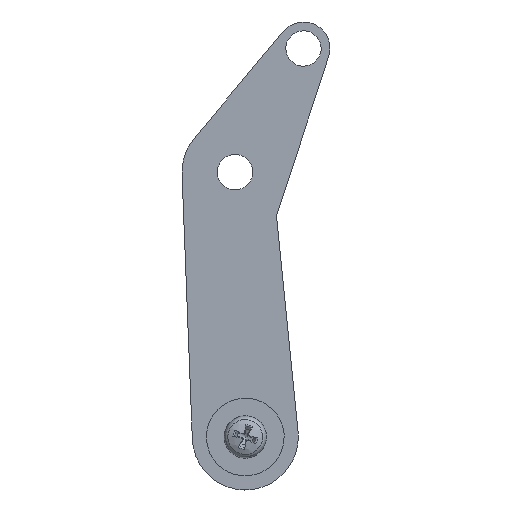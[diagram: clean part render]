
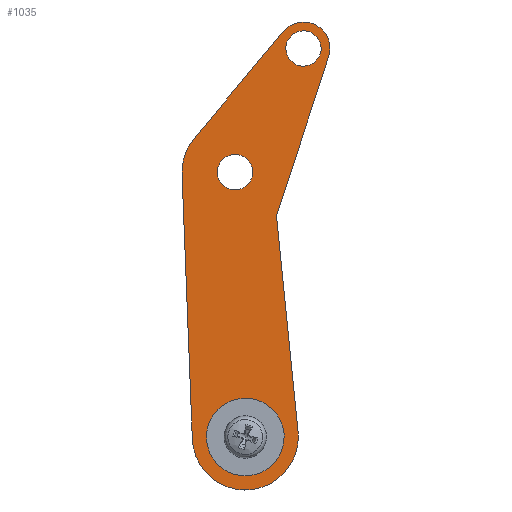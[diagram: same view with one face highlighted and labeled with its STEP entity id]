
A CAD part, left-side view. The second image highlights one B-rep face of the part: STEP entity #1035.
In plain terms, the highlighted planar face has unit normal (-1, 0, 0).
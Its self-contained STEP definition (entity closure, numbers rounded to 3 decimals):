
#123=FACE_BOUND('',#241,.T.);
#124=FACE_BOUND('',#242,.T.);
#125=FACE_BOUND('',#243,.T.);
#139=PLANE('',#1211);
#174=FACE_OUTER_BOUND('',#240,.T.);
#240=EDGE_LOOP('',(#762,#763,#764,#765,#766,#767,#768,#769));
#241=EDGE_LOOP('',(#770));
#242=EDGE_LOOP('',(#771));
#243=EDGE_LOOP('',(#772));
#307=LINE('',#1666,#354);
#311=LINE('',#1678,#358);
#315=LINE('',#1690,#362);
#319=LINE('',#1701,#366);
#354=VECTOR('',#1353,10.);
#358=VECTOR('',#1365,10.);
#362=VECTOR('',#1377,10.);
#366=VECTOR('',#1389,10.);
#396=CIRCLE('',#1186,11.);
#398=CIRCLE('',#1189,5.);
#400=CIRCLE('',#1192,5.);
#402=CIRCLE('',#1195,15.);
#404=CIRCLE('',#1199,2.);
#406=CIRCLE('',#1203,7.5);
#408=CIRCLE('',#1207,15.);
#456=VERTEX_POINT('',#1638);
#458=VERTEX_POINT('',#1644);
#460=VERTEX_POINT('',#1650);
#462=VERTEX_POINT('',#1656);
#463=VERTEX_POINT('',#1657);
#466=VERTEX_POINT('',#1665);
#468=VERTEX_POINT('',#1671);
#470=VERTEX_POINT('',#1677);
#472=VERTEX_POINT('',#1683);
#474=VERTEX_POINT('',#1689);
#476=VERTEX_POINT('',#1695);
#556=EDGE_CURVE('',#456,#456,#396,.T.);
#559=EDGE_CURVE('',#458,#458,#398,.T.);
#562=EDGE_CURVE('',#460,#460,#400,.T.);
#565=EDGE_CURVE('',#462,#463,#402,.T.);
#569=EDGE_CURVE('',#466,#462,#307,.T.);
#572=EDGE_CURVE('',#468,#466,#404,.T.);
#575=EDGE_CURVE('',#470,#468,#311,.T.);
#578=EDGE_CURVE('',#472,#470,#406,.T.);
#581=EDGE_CURVE('',#474,#472,#315,.T.);
#584=EDGE_CURVE('',#476,#474,#408,.T.);
#587=EDGE_CURVE('',#463,#476,#319,.T.);
#762=ORIENTED_EDGE('',*,*,#587,.F.);
#763=ORIENTED_EDGE('',*,*,#565,.F.);
#764=ORIENTED_EDGE('',*,*,#569,.F.);
#765=ORIENTED_EDGE('',*,*,#572,.F.);
#766=ORIENTED_EDGE('',*,*,#575,.F.);
#767=ORIENTED_EDGE('',*,*,#578,.F.);
#768=ORIENTED_EDGE('',*,*,#581,.F.);
#769=ORIENTED_EDGE('',*,*,#584,.F.);
#770=ORIENTED_EDGE('',*,*,#562,.F.);
#771=ORIENTED_EDGE('',*,*,#559,.F.);
#772=ORIENTED_EDGE('',*,*,#556,.F.);
#1035=ADVANCED_FACE('',(#174,#123,#124,#125),#139,.F.);
#1186=AXIS2_PLACEMENT_3D('',#1639,#1324,#1325);
#1189=AXIS2_PLACEMENT_3D('',#1645,#1331,#1332);
#1192=AXIS2_PLACEMENT_3D('',#1651,#1338,#1339);
#1195=AXIS2_PLACEMENT_3D('',#1658,#1345,#1346);
#1199=AXIS2_PLACEMENT_3D('',#1672,#1358,#1359);
#1203=AXIS2_PLACEMENT_3D('',#1684,#1370,#1371);
#1207=AXIS2_PLACEMENT_3D('',#1696,#1382,#1383);
#1211=AXIS2_PLACEMENT_3D('',#1704,#1393,#1394);
#1324=DIRECTION('center_axis',(-1.,0.,0.));
#1325=DIRECTION('ref_axis',(0.,-1.,0.));
#1331=DIRECTION('center_axis',(-1.,0.,0.));
#1332=DIRECTION('ref_axis',(0.,-1.,0.));
#1338=DIRECTION('center_axis',(-1.,0.,0.));
#1339=DIRECTION('ref_axis',(0.,-1.,0.));
#1345=DIRECTION('center_axis',(1.,0.,0.));
#1346=DIRECTION('ref_axis',(0.,-1.,0.018));
#1353=DIRECTION('',(0.,-0.018,-1.));
#1358=DIRECTION('center_axis',(-1.,0.,0.));
#1359=DIRECTION('ref_axis',(0.,-1.,0.018));
#1365=DIRECTION('',(0.,0.388,-0.922));
#1370=DIRECTION('center_axis',(1.,0.,0.));
#1371=DIRECTION('ref_axis',(0.,0.714,0.7));
#1377=DIRECTION('',(0.,-0.7,0.714));
#1382=DIRECTION('center_axis',(1.,0.,0.));
#1383=DIRECTION('ref_axis',(0.,0.999,0.043));
#1389=DIRECTION('',(0.,-0.043,0.999));
#1393=DIRECTION('center_axis',(1.,0.,0.));
#1394=DIRECTION('ref_axis',(0.,0.,-1.));
#1638=CARTESIAN_POINT('',(0.,14.196,-74.932));
#1639=CARTESIAN_POINT('Origin',(0.,3.196,-74.932));
#1644=CARTESIAN_POINT('',(0.,-17.151,33.307));
#1645=CARTESIAN_POINT('Origin',(0.,-22.151,33.307));
#1650=CARTESIAN_POINT('',(0.,5.,0.));
#1651=CARTESIAN_POINT('Origin',(0.,0.,0.));
#1656=CARTESIAN_POINT('',(0.,-11.802,-74.662));
#1657=CARTESIAN_POINT('',(0.,18.182,-74.293));
#1658=CARTESIAN_POINT('Origin',(0.,3.196,-74.932));
#1665=CARTESIAN_POINT('',(0.,-10.704,-13.677));
#1666=CARTESIAN_POINT('',(0.,-10.704,-13.677));
#1671=CARTESIAN_POINT('',(0.,-10.86,-12.866));
#1672=CARTESIAN_POINT('Origin',(0.,-12.704,-13.641));
#1677=CARTESIAN_POINT('',(0.,-29.064,30.398));
#1678=CARTESIAN_POINT('',(0.,-29.064,30.398));
#1683=CARTESIAN_POINT('',(0.,-16.795,38.557));
#1684=CARTESIAN_POINT('Origin',(0.,-22.151,33.307));
#1689=CARTESIAN_POINT('',(0.,10.711,10.501));
#1690=CARTESIAN_POINT('',(0.,10.711,10.501));
#1695=CARTESIAN_POINT('',(0.,14.986,0.639));
#1696=CARTESIAN_POINT('Origin',(0.,0.,0.));
#1701=CARTESIAN_POINT('',(0.,18.182,-74.293));
#1704=CARTESIAN_POINT('Origin',(0.,-5.728,-24.563));
